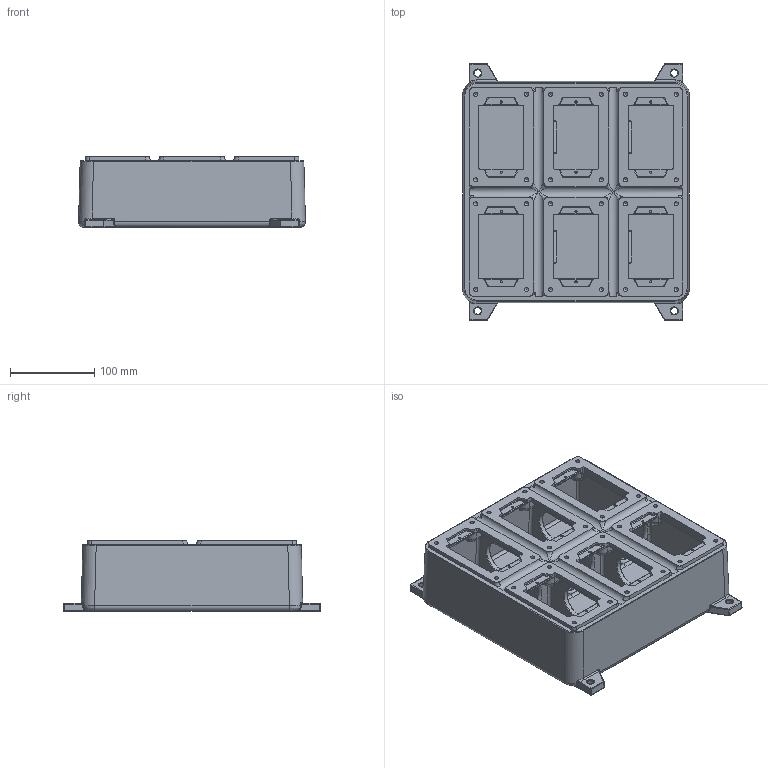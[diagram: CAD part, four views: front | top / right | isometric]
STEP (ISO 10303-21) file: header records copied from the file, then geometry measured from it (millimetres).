
FILE_DESCRIPTION(/* description */ ('SWB-32 6 GANG UD BOX'),/* implementation_level */ '2;1');
FILE_NAME(/* name */ 'KIL_SWB-32.stp',/* time_stamp */ '2017-05-10T12:30:07+05:00',/* author */ ('ckumar'),/* organization */ (''),/* preprocessor_version */ 'ST-DEVELOPER v16.1',/* originating_system */ 'Autodesk Inventor 2016',/* authorisation */ '');
FILE_SCHEMA (('AUTOMOTIVE_DESIGN { 1 0 10303 214 3 1 1 }'));
Products named in the file (1): SWB-32
Bounding box: 269.53 x 304.76 x 84.14 mm (x, y, z)
Volume: 2302795.1 mm3; surface area: 413504.8 mm2
Topology: 1 solids, 1 shells, 1430 faces, 3479 edges, 1954 vertices
Faces by surface type: cylinder 554, bspline 410, plane 228, torus 150, sphere 52, cone 36
Full cylindrical faces by diameter (mm): 2.642 x12, 4.978 x32, 50.8 x3
Entity records: 55860 total; most frequent: CARTESIAN_POINT 23630, ORIENTED_EDGE 6472, DIRECTION 6332, EDGE_CURVE 3236, AXIS2_PLACEMENT_3D 2623, VERTEX_POINT 1904, EDGE_LOOP 1572, FACE_OUTER_BOUND 1430
